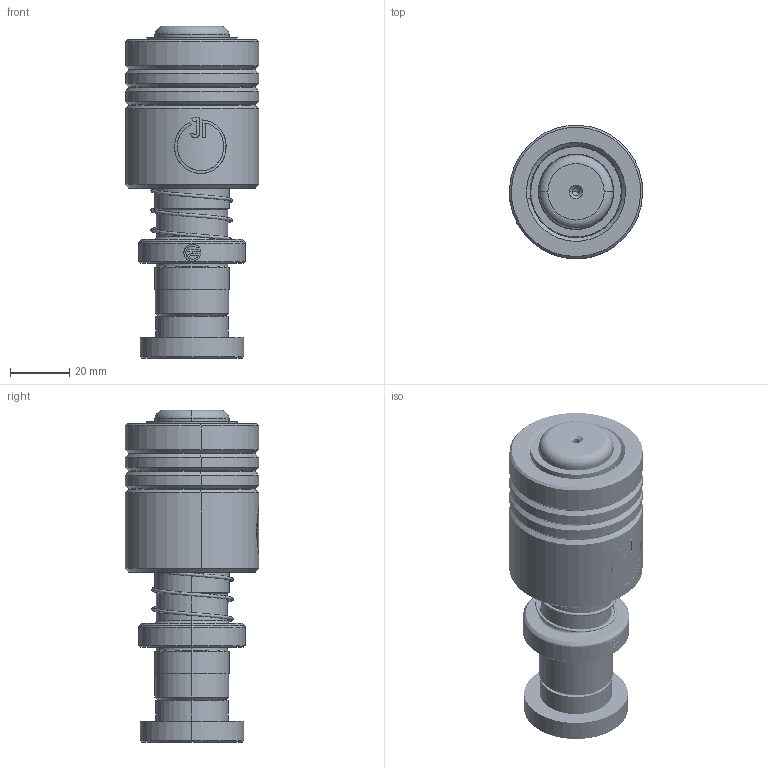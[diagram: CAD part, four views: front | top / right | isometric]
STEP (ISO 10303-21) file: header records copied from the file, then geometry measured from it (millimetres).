
FILE_DESCRIPTION (( 'STEP AP214' ), '1' );
FILE_NAME ('HBSH(HBJH)-D25-L80(BL-50).STEP', '2024-10-06T09:13:00', ( '111' ), ( '21222' ), 'SwSTEP 2.0', 'SolidWorks 2020', '' );
FILE_SCHEMA (( 'AUTOMOTIVE_DESIGN' ));
Length unit declared in the file: millimetre
Products named in the file (8): BALL-D3; HWP-D27.5-d25.5-L40; TBB-D45-d31-L60; HBSH(HBJH)-D25-L80(BL-50); TRP-D25-L80; BSH-30.5-25.5-L60; DRP蹟簽D25; BSH-D30.5-25.5-L60郪蚾
Assembly tree (258 placements, depth 3):
  HBSH(HBJH)-D25-L80(BL-50)
    TRP-D25-L80
    DRP蹟簽D25
    TBB-D45-d31-L60
    BSH-D30.5-25.5-L60郪蚾
      BSH-30.5-25.5-L60
      BALL-D3  x252
    HWP-D27.5-d25.5-L40
Bounding box: 44.97 x 44.98 x 112 mm (x, y, z)
Volume: 109191.3 mm3; surface area: 50402.9 mm2
Topology: 257 solids, 257 shells, 1151 faces, 4818 edges, 3204 vertices
Faces by surface type: sphere 966, cylinder 43, plane 41, cone 40, bspline 37, torus 24
Entity records: 46306 total; most frequent: CARTESIAN_POINT 27859, ORIENTED_EDGE 3766, DIRECTION 3222, EDGE_CURVE 1883, AXIS2_PLACEMENT_3D 1556, VERTEX_POINT 1232, B_SPLINE_CURVE_WITH_KNOTS 1092, EDGE_LOOP 1089
